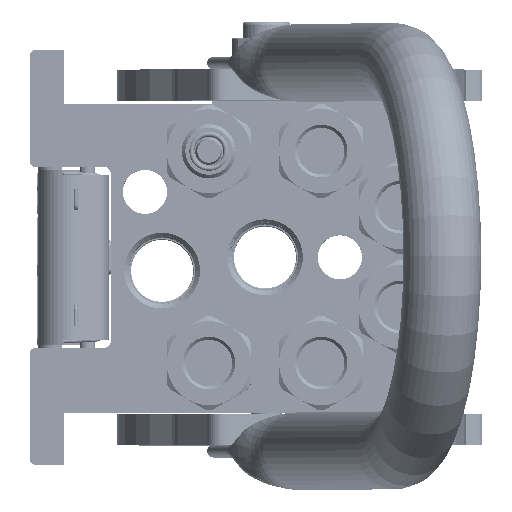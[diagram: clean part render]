
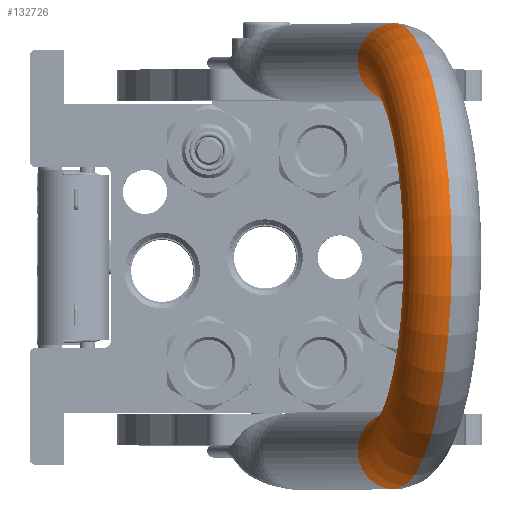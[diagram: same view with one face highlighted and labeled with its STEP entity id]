
A CAD part, top view. The second image highlights one B-rep face of the part: STEP entity #132726.
In plain terms, the highlighted toroidal (fillet/blend) face has major radius 62.25 mm and minor radius 12.5 mm.
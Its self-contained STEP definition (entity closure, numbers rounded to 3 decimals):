
#895 = AXIS2_PLACEMENT_3D ( 'NONE', #78478, #113317, #47319 ) ;
#3489 = EDGE_CURVE ( 'NONE', #77281, #90414, #30880, .T. ) ;
#10523 = VERTEX_POINT ( 'NONE', #48899 ) ;
#17659 = FACE_OUTER_BOUND ( 'NONE', #133312, .T. ) ;
#20415 = DIRECTION ( 'NONE',  ( 0., 0., 1. ) ) ;
#21902 = CIRCLE ( 'NONE', #24411, 49.75 ) ;
#24411 = AXIS2_PLACEMENT_3D ( 'NONE', #74771, #107281, #41794 ) ;
#24760 = EDGE_CURVE ( 'NONE', #90414, #114516, #120311, .T. ) ;
#24888 = ORIENTED_EDGE ( 'NONE', *, *, #24760, .T. ) ;
#27324 = AXIS2_PLACEMENT_3D ( 'NONE', #94923, #128859, #105922 ) ;
#30727 = ORIENTED_EDGE ( 'NONE', *, *, #3489, .T. ) ;
#30880 = CIRCLE ( 'NONE', #105339, 12.5 ) ;
#33669 = ORIENTED_EDGE ( 'NONE', *, *, #128680, .F. ) ;
#34819 = TOROIDAL_SURFACE ( 'NONE', #51444, 62.25, 12.5 ) ;
#41179 = DIRECTION ( 'NONE',  ( 0., 1., 0. ) ) ;
#41794 = DIRECTION ( 'NONE',  ( -1., 0., 0. ) ) ;
#43346 = CARTESIAN_POINT ( 'NONE',  ( -74.75, 0., 125.25 ) ) ;
#47319 = DIRECTION ( 'NONE',  ( -1., 0., 0. ) ) ;
#48899 = CARTESIAN_POINT ( 'NONE',  ( 49.75, 0., 125.25 ) ) ;
#51444 = AXIS2_PLACEMENT_3D ( 'NONE', #119544, #41179, #74152 ) ;
#66164 = CARTESIAN_POINT ( 'NONE',  ( 74.75, 0., 125.25 ) ) ;
#74152 = DIRECTION ( 'NONE',  ( 1., 0., 0. ) ) ;
#74771 = CARTESIAN_POINT ( 'NONE',  ( 0., 0., 125.25 ) ) ;
#77281 = VERTEX_POINT ( 'NONE', #125645 ) ;
#78478 = CARTESIAN_POINT ( 'NONE',  ( 0., 0., 125.25 ) ) ;
#90143 = CIRCLE ( 'NONE', #27324, 12.5 ) ;
#90414 = VERTEX_POINT ( 'NONE', #43346 ) ;
#94923 = CARTESIAN_POINT ( 'NONE',  ( 62.25, 0., 125.25 ) ) ;
#104181 = EDGE_CURVE ( 'NONE', #10523, #114516, #90143, .T. ) ;
#105339 = AXIS2_PLACEMENT_3D ( 'NONE', #120342, #20415, #119872 ) ;
#105922 = DIRECTION ( 'NONE',  ( -1., 0., 0. ) ) ;
#107281 = DIRECTION ( 'NONE',  ( 0., 1., 0. ) ) ;
#112521 = ORIENTED_EDGE ( 'NONE', *, *, #104181, .F. ) ;
#113317 = DIRECTION ( 'NONE',  ( 0., 1., 0. ) ) ;
#114516 = VERTEX_POINT ( 'NONE', #66164 ) ;
#119544 = CARTESIAN_POINT ( 'NONE',  ( 0., 0., 125.25 ) ) ;
#119872 = DIRECTION ( 'NONE',  ( 1., 0., 0. ) ) ;
#120311 = CIRCLE ( 'NONE', #895, 74.75 ) ;
#120342 = CARTESIAN_POINT ( 'NONE',  ( -62.25, 0., 125.25 ) ) ;
#125645 = CARTESIAN_POINT ( 'NONE',  ( -49.75, 0., 125.25 ) ) ;
#128680 = EDGE_CURVE ( 'NONE', #77281, #10523, #21902, .T. ) ;
#128859 = DIRECTION ( 'NONE',  ( 0., 0., -1. ) ) ;
#132726 = ADVANCED_FACE ( 'NONE', ( #17659 ), #34819, .T. ) ;
#133312 = EDGE_LOOP ( 'NONE', ( #24888, #112521, #33669, #30727 ) ) ;
